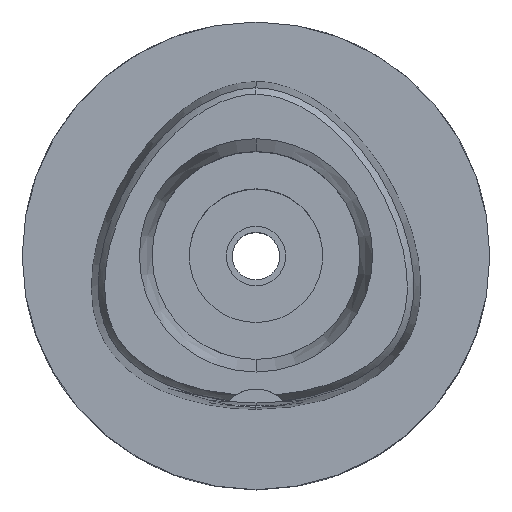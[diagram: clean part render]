
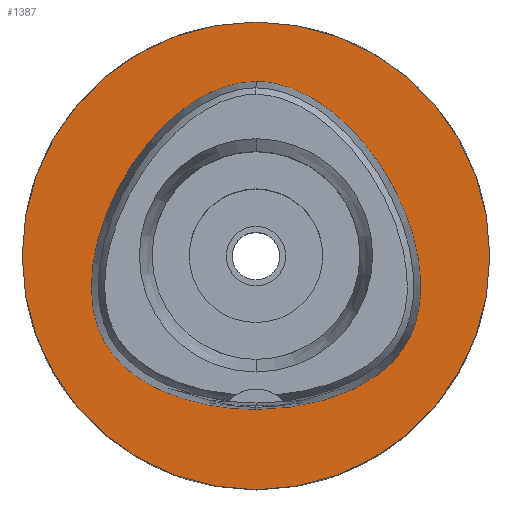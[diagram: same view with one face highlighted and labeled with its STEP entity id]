
A CAD part, top view. The second image highlights one B-rep face of the part: STEP entity #1387.
In plain terms, the highlighted planar face has unit normal (0, 0, 1).
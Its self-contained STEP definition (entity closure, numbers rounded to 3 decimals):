
#38 = CARTESIAN_POINT ( 'NONE',  ( -19.649, -12.825, 0. ) ) ;
#59 = CARTESIAN_POINT ( 'NONE',  ( 16.959, -15.678, 0. ) ) ;
#102 = EDGE_CURVE ( 'NONE', #4954, #4689, #4805, .T. ) ;
#184 = DIRECTION ( 'NONE',  ( 0., 0., -1. ) ) ;
#234 = FACE_OUTER_BOUND ( 'NONE', #410, .T. ) ;
#410 = EDGE_LOOP ( 'NONE', ( #483, #1833 ) ) ;
#422 = CARTESIAN_POINT ( 'NONE',  ( -14.673, -17.214, 0. ) ) ;
#449 = CARTESIAN_POINT ( 'NONE',  ( -20.932, -10.604, 0. ) ) ;
#471 = CARTESIAN_POINT ( 'NONE',  ( 5.098, 22.526, 0. ) ) ;
#478 = EDGE_CURVE ( 'NONE', #725, #1293, #4224, .T. ) ;
#483 = ORIENTED_EDGE ( 'NONE', *, *, #4499, .F. ) ;
#525 = CIRCLE ( 'NONE', #1759, 31.5 ) ;
#682 = CARTESIAN_POINT ( 'NONE',  ( -7.571, 21.315, 0. ) ) ;
#725 = VERTEX_POINT ( 'NONE', #2462 ) ;
#798 = CARTESIAN_POINT ( 'NONE',  ( -11.233, -18.893, 0. ) ) ;
#819 = CARTESIAN_POINT ( 'NONE',  ( 21.978, -0.281, 0. ) ) ;
#841 = CARTESIAN_POINT ( 'NONE',  ( -20.35, -11.749, 0. ) ) ;
#864 = CARTESIAN_POINT ( 'NONE',  ( 22.245, -4.1, 0. ) ) ;
#1013 = FACE_BOUND ( 'NONE', #2714, .T. ) ;
#1058 = B_SPLINE_CURVE_WITH_KNOTS ( 'NONE', 3,
 ( #3752, #3341, #1403, #4191, #682, #1127, #1610, #2738, #1970, #5073, #3543, #1509, #2301, #449, #841, #38, #1948, #3496, #422, #798, #4268, #3171, #2763 ),
 .UNSPECIFIED., .F., .F.,
 ( 4, 1, 1, 1, 1, 1, 1, 1, 1, 1, 1, 1, 1, 1, 1, 1, 1, 1, 1, 1, 4 ),
 ( 0., 0.042, 0.083, 0.125, 0.167, 0.25, 0.333, 0.417, 0.5, 0.542, 0.583, 0.625, 0.646, 0.667, 0.688, 0.708, 0.75, 0.792, 0.833, 0.917, 1. ),
 .UNSPECIFIED. ) ;
#1127 = CARTESIAN_POINT ( 'NONE',  ( -10.746, 19.174, 0. ) ) ;
#1149 = CARTESIAN_POINT ( 'NONE',  ( 22.057, -6.848, 0. ) ) ;
#1221 = CARTESIAN_POINT ( 'NONE',  ( 21.555, -8.996, 0. ) ) ;
#1244 = CARTESIAN_POINT ( 'NONE',  ( 2.565, 23.293, 0. ) ) ;
#1293 = VERTEX_POINT ( 'NONE', #1660 ) ;
#1387 = ADVANCED_FACE ( 'NONE', ( #234, #1013 ), #3313, .F. ) ;
#1403 = CARTESIAN_POINT ( 'NONE',  ( -2.565, 23.293, 0. ) ) ;
#1509 = CARTESIAN_POINT ( 'NONE',  ( -22.057, -6.848, 0. ) ) ;
#1531 = CARTESIAN_POINT ( 'NONE',  ( 11.233, -18.893, 0. ) ) ;
#1551 = CARTESIAN_POINT ( 'NONE',  ( 0., 23.475, 0. ) ) ;
#1610 = CARTESIAN_POINT ( 'NONE',  ( -14.408, 15.641, 0. ) ) ;
#1660 = CARTESIAN_POINT ( 'NONE',  ( 0., 31.5, 0. ) ) ;
#1759 = AXIS2_PLACEMENT_3D ( 'NONE', #2628, #184, #2651 ) ;
#1784 = DIRECTION ( 'NONE',  ( 0., 0., -1. ) ) ;
#1822 = CARTESIAN_POINT ( 'NONE',  ( 0., -20.675, 0. ) ) ;
#1833 = ORIENTED_EDGE ( 'NONE', *, *, #478, .F. ) ;
#1857 = AXIS2_PLACEMENT_3D ( 'NONE', #2978, #1784, #4541 ) ;
#1948 = CARTESIAN_POINT ( 'NONE',  ( -18.568, -14.169, 0. ) ) ;
#1970 = CARTESIAN_POINT ( 'NONE',  ( -20.749, 4.657, 0. ) ) ;
#2301 = CARTESIAN_POINT ( 'NONE',  ( -21.555, -8.996, 0. ) ) ;
#2364 = ORIENTED_EDGE ( 'NONE', *, *, #102, .F. ) ;
#2375 = CARTESIAN_POINT ( 'NONE',  ( 0.855, 23.475, 0. ) ) ;
#2426 = CARTESIAN_POINT ( 'NONE',  ( 20.35, -11.749, 0. ) ) ;
#2462 = CARTESIAN_POINT ( 'NONE',  ( 0., -31.5, 0. ) ) ;
#2628 = CARTESIAN_POINT ( 'NONE',  ( 0., 0., 0. ) ) ;
#2651 = DIRECTION ( 'NONE',  ( 0., 1., 0. ) ) ;
#2713 = CARTESIAN_POINT ( 'NONE',  ( 2.114, -20.675, 0. ) ) ;
#2714 = EDGE_LOOP ( 'NONE', ( #2749, #2364 ) ) ;
#2719 = AXIS2_PLACEMENT_3D ( 'NONE', #4079, #4886, #3335 ) ;
#2738 = CARTESIAN_POINT ( 'NONE',  ( -18.068, 10.432, 0. ) ) ;
#2749 = ORIENTED_EDGE ( 'NONE', *, *, #4427, .F. ) ;
#2763 = CARTESIAN_POINT ( 'NONE',  ( 0., -20.675, 0. ) ) ;
#2807 = CARTESIAN_POINT ( 'NONE',  ( 20.749, 4.657, 0. ) ) ;
#2978 = CARTESIAN_POINT ( 'NONE',  ( 0., 0., 0. ) ) ;
#3119 = CARTESIAN_POINT ( 'NONE',  ( 18.068, 10.432, 0. ) ) ;
#3169 = CARTESIAN_POINT ( 'NONE',  ( 19.649, -12.825, 0. ) ) ;
#3171 = CARTESIAN_POINT ( 'NONE',  ( -2.114, -20.675, 0. ) ) ;
#3313 = PLANE ( 'NONE',  #2719 ) ;
#3335 = DIRECTION ( 'NONE',  ( 0., -1., 0. ) ) ;
#3341 = CARTESIAN_POINT ( 'NONE',  ( -0.855, 23.475, 0. ) ) ;
#3470 = CARTESIAN_POINT ( 'NONE',  ( 14.673, -17.214, 0. ) ) ;
#3496 = CARTESIAN_POINT ( 'NONE',  ( -16.959, -15.678, 0. ) ) ;
#3520 = CARTESIAN_POINT ( 'NONE',  ( 14.408, 15.641, 0. ) ) ;
#3541 = CARTESIAN_POINT ( 'NONE',  ( 0., -20.675, 0. ) ) ;
#3543 = CARTESIAN_POINT ( 'NONE',  ( -22.245, -4.1, 0. ) ) ;
#3752 = CARTESIAN_POINT ( 'NONE',  ( 0., 23.475, 0. ) ) ;
#3980 = CARTESIAN_POINT ( 'NONE',  ( 10.746, 19.174, 0. ) ) ;
#4079 = CARTESIAN_POINT ( 'NONE',  ( 0., 0., 0. ) ) ;
#4191 = CARTESIAN_POINT ( 'NONE',  ( -5.098, 22.526, 0. ) ) ;
#4224 = CIRCLE ( 'NONE', #1857, 31.5 ) ;
#4264 = CARTESIAN_POINT ( 'NONE',  ( 0., 23.475, 0. ) ) ;
#4268 = CARTESIAN_POINT ( 'NONE',  ( -6.341, -20.298, 0. ) ) ;
#4427 = EDGE_CURVE ( 'NONE', #4689, #4954, #1058, .T. ) ;
#4499 = EDGE_CURVE ( 'NONE', #1293, #725, #525, .T. ) ;
#4541 = DIRECTION ( 'NONE',  ( 0., -1., 0. ) ) ;
#4647 = CARTESIAN_POINT ( 'NONE',  ( 20.932, -10.604, 0. ) ) ;
#4689 = VERTEX_POINT ( 'NONE', #1551 ) ;
#4728 = CARTESIAN_POINT ( 'NONE',  ( 18.568, -14.169, 0. ) ) ;
#4805 = B_SPLINE_CURVE_WITH_KNOTS ( 'NONE', 3,
 ( #3541, #2713, #5046, #1531, #3470, #59, #4728, #3169, #2426, #4647, #1221, #1149, #864, #819, #2807, #3119, #3520, #3980, #5071, #471, #1244, #2375, #4264 ),
 .UNSPECIFIED., .F., .F.,
 ( 4, 1, 1, 1, 1, 1, 1, 1, 1, 1, 1, 1, 1, 1, 1, 1, 1, 1, 1, 1, 4 ),
 ( 0., 0.083, 0.167, 0.208, 0.25, 0.292, 0.313, 0.333, 0.354, 0.375, 0.417, 0.458, 0.5, 0.583, 0.667, 0.75, 0.833, 0.875, 0.917, 0.958, 1. ),
 .UNSPECIFIED. ) ;
#4886 = DIRECTION ( 'NONE',  ( 0., 0., -1. ) ) ;
#4954 = VERTEX_POINT ( 'NONE', #1822 ) ;
#5046 = CARTESIAN_POINT ( 'NONE',  ( 6.341, -20.298, 0. ) ) ;
#5071 = CARTESIAN_POINT ( 'NONE',  ( 7.571, 21.315, 0. ) ) ;
#5073 = CARTESIAN_POINT ( 'NONE',  ( -21.978, -0.281, 0. ) ) ;
